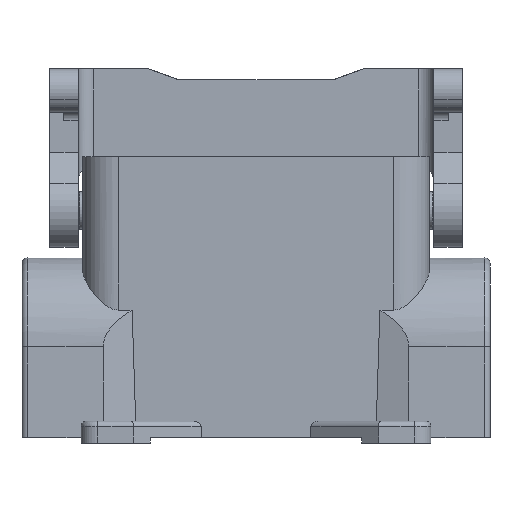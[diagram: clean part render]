
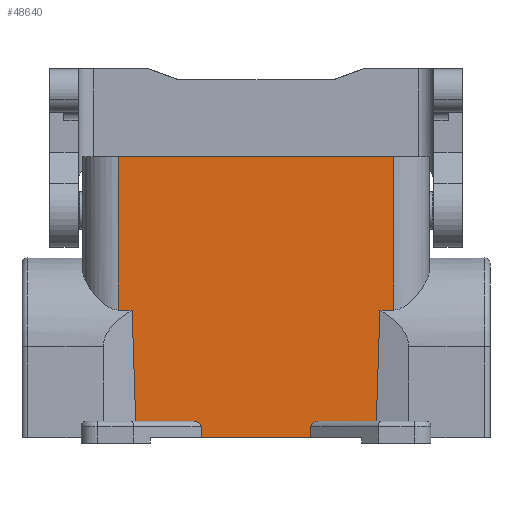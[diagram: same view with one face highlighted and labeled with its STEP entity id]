
A CAD part, front view. The second image highlights one B-rep face of the part: STEP entity #48640.
In plain terms, the highlighted planar face has unit normal (0, -1, 0).
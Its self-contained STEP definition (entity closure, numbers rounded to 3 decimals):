
#3500=CARTESIAN_POINT('',(101.028,13.748,
70.509));
#3510=VERTEX_POINT('',#3500);
#3540=CARTESIAN_POINT('',(47.024,13.748,
70.509));
#3550=DIRECTION('',(1.,0.,0.));
#3560=VECTOR('',#3550,1.);
#3570=LINE('',#3540,#3560);
#3580=CARTESIAN_POINT('',(103.524,13.748,
70.509));
#3590=VERTEX_POINT('',#3580);
#3600=EDGE_CURVE('',#3510,#3590,#3570,.T.);
#18980=CARTESIAN_POINT('',(68.549,13.748,
49.32));
#18990=VERTEX_POINT('',#18980);
#19150=CARTESIAN_POINT('',(66.993,13.748,
50.32));
#19160=VERTEX_POINT('',#19150);
#19190=CARTESIAN_POINT('',(66.993,13.748,
49.32));
#19200=DIRECTION('',(0.,-1.,0.));
#19210=DIRECTION('',(-1.,0.,0.));
#19220=AXIS2_PLACEMENT_3D('',#19190,#19200,#19210);
#19230=ELLIPSE('',#19220,1.556,1.);
#19240=EDGE_CURVE('',#18990,#19160,#19230,.T.);
#36970=CARTESIAN_POINT('',(53.524,13.748,
70.509));
#36980=VERTEX_POINT('',#36970);
#37010=CARTESIAN_POINT('',(110.024,13.748,
70.509));
#37020=DIRECTION('',(-1.,0.,0.));
#37030=VECTOR('',#37020,1.);
#37040=LINE('',#37010,#37030);
#37050=CARTESIAN_POINT('',(56.02,13.748,
70.509));
#37060=VERTEX_POINT('',#37050);
#37070=EDGE_CURVE('',#37060,#36980,#37040,.T.);
#37450=CARTESIAN_POINT('',(103.524,13.748,0.));
#37460=DIRECTION('',(0.,0.,-1.));
#37470=VECTOR('',#37460,1.);
#37480=LINE('',#37450,#37470);
#37490=CARTESIAN_POINT('',(103.524,13.748,
98.32));
#37500=VERTEX_POINT('',#37490);
#37510=EDGE_CURVE('',#37500,#3590,#37480,.T.);
#39080=CARTESIAN_POINT('',(56.677,13.748,
50.32));
#39090=VERTEX_POINT('',#39080);
#39120=CARTESIAN_POINT('',(0.,13.748,50.32));
#39130=DIRECTION('',(1.,0.,0.));
#39140=VECTOR('',#39130,1.);
#39150=LINE('',#39120,#39140);
#39160=EDGE_CURVE('',#39090,#19160,#39150,.T.);
#40260=CARTESIAN_POINT('',(90.055,13.748,
50.32));
#40270=VERTEX_POINT('',#40260);
#40300=CARTESIAN_POINT('',(0.,13.748,50.32));
#40310=DIRECTION('',(-1.,0.,0.));
#40320=VECTOR('',#40310,1.);
#40330=LINE('',#40300,#40320);
#40340=CARTESIAN_POINT('',(100.371,13.748,
50.32));
#40350=VERTEX_POINT('',#40340);
#40360=EDGE_CURVE('',#40350,#40270,#40330,.T.);
#45640=CARTESIAN_POINT('',(88.499,13.748,0.));
#45650=DIRECTION('',(0.,0.,1.));
#45660=VECTOR('',#45650,1.);
#45670=LINE('',#45640,#45660);
#45680=CARTESIAN_POINT('',(88.499,13.748,
47.32));
#45690=VERTEX_POINT('',#45680);
#45700=CARTESIAN_POINT('',(88.499,13.748,
49.32));
#45710=VERTEX_POINT('',#45700);
#45720=EDGE_CURVE('',#45690,#45710,#45670,.T.);
#46280=CARTESIAN_POINT('',(0.,13.748,98.32));
#46290=DIRECTION('',(-1.,0.,0.));
#46300=VECTOR('',#46290,1.);
#46310=LINE('',#46280,#46300);
#46320=CARTESIAN_POINT('',(53.524,13.748,
98.32));
#46330=VERTEX_POINT('',#46320);
#46340=EDGE_CURVE('',#37500,#46330,#46310,.T.);
#48100=CARTESIAN_POINT('',(0.,13.748,98.32));
#48110=DIRECTION('',(-0.,-1.,-0.));
#48120=DIRECTION('',(-1.,0.,0.));
#48130=AXIS2_PLACEMENT_3D('',#48100,#48110,#48120);
#48140=PLANE('',#48130);
#48150=ORIENTED_EDGE('',*,*,#46340,.T.);
#48160=ORIENTED_EDGE('',*,*,#37510,.F.);
#48170=ORIENTED_EDGE('',*,*,#3600,.T.);
#48180=CARTESIAN_POINT('',(98.732,13.748,0.));
#48190=DIRECTION('',(-0.033,0.,-0.999));
#48200=VECTOR('',#48190,1.);
#48210=LINE('',#48180,#48200);
#48220=EDGE_CURVE('',#3510,#40350,#48210,.T.);
#48230=ORIENTED_EDGE('',*,*,#48220,.F.);
#48240=ORIENTED_EDGE('',*,*,#40360,.F.);
#48250=CARTESIAN_POINT('',(90.055,13.748,
49.32));
#48260=DIRECTION('',(0.,-1.,0.));
#48270=DIRECTION('',(-1.,0.,0.));
#48280=AXIS2_PLACEMENT_3D('',#48250,#48260,#48270);
#48290=ELLIPSE('',#48280,1.556,1.);
#48300=EDGE_CURVE('',#40270,#45710,#48290,.T.);
#48310=ORIENTED_EDGE('',*,*,#48300,.F.);
#48320=ORIENTED_EDGE('',*,*,#45720,.T.);
#48330=CARTESIAN_POINT('',(0.,13.748,47.32));
#48340=DIRECTION('',(1.,0.,0.));
#48350=VECTOR('',#48340,1.);
#48360=LINE('',#48330,#48350);
#48370=CARTESIAN_POINT('',(68.549,13.748,
47.32));
#48380=VERTEX_POINT('',#48370);
#48390=EDGE_CURVE('',#48380,#45690,#48360,.T.);
#48400=ORIENTED_EDGE('',*,*,#48390,.T.);
#48410=CARTESIAN_POINT('',(68.549,13.748,0.));
#48420=DIRECTION('',(0.,0.,1.));
#48430=VECTOR('',#48420,1.);
#48440=LINE('',#48410,#48430);
#48450=EDGE_CURVE('',#48380,#18990,#48440,.T.);
#48460=ORIENTED_EDGE('',*,*,#48450,.F.);
#48470=ORIENTED_EDGE('',*,*,#19240,.F.);
#48480=ORIENTED_EDGE('',*,*,#39160,.T.);
#48490=CARTESIAN_POINT('',(58.316,13.748,0.));
#48500=DIRECTION('',(0.033,0.,-0.999));
#48510=VECTOR('',#48500,1.);
#48520=LINE('',#48490,#48510);
#48530=EDGE_CURVE('',#37060,#39090,#48520,.T.);
#48540=ORIENTED_EDGE('',*,*,#48530,.T.);
#48550=ORIENTED_EDGE('',*,*,#37070,.F.);
#48560=CARTESIAN_POINT('',(53.524,13.748,0.));
#48570=DIRECTION('',(0.,0.,-1.));
#48580=VECTOR('',#48570,1.);
#48590=LINE('',#48560,#48580);
#48600=EDGE_CURVE('',#46330,#36980,#48590,.T.);
#48610=ORIENTED_EDGE('',*,*,#48600,.T.);
#48620=EDGE_LOOP('',(#48610,#48550,#48540,#48480,#48470,#48460,#48400,
#48320,#48310,#48240,#48230,#48170,#48160,#48150));
#48630=FACE_OUTER_BOUND('',#48620,.T.);
#48640=ADVANCED_FACE('F703',(#48630),#48140,.T.);
